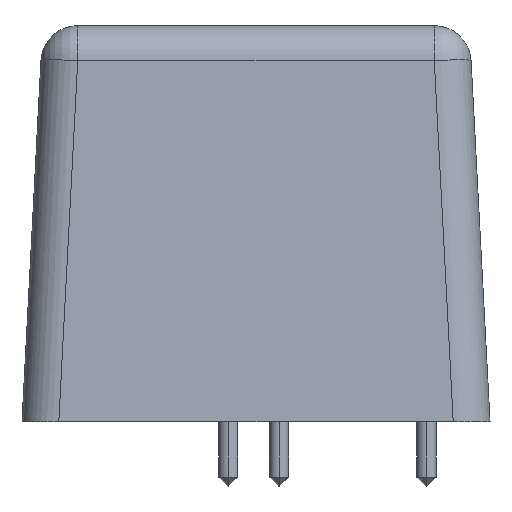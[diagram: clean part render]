
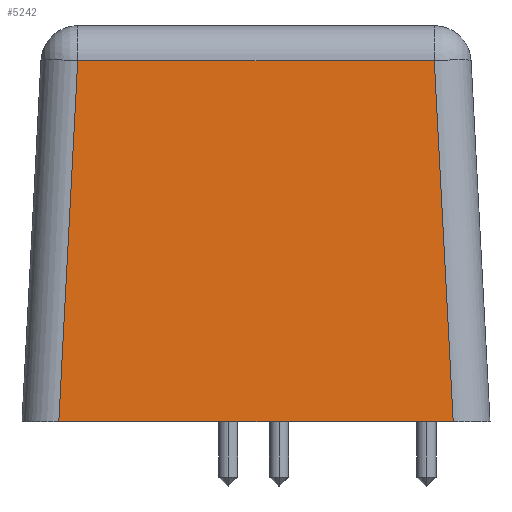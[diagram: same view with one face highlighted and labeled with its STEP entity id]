
A CAD part, left-side view. The second image highlights one B-rep face of the part: STEP entity #5242.
In plain terms, the highlighted planar face has unit normal (-0.999, 0, 0.052).
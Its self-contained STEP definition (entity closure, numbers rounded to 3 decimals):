
#96 = VECTOR ( 'NONE', #11726, 1000. ) ;
#470 = VECTOR ( 'NONE', #12737, 1000. ) ;
#1806 = FACE_OUTER_BOUND ( 'NONE', #2392, .T. ) ;
#2113 = CARTESIAN_POINT ( 'NONE',  ( -22.85, 12.7, 0. ) ) ;
#2199 = VECTOR ( 'NONE', #5225, 1000. ) ;
#2236 = CARTESIAN_POINT ( 'NONE',  ( -22.85, -10.703, 0. ) ) ;
#2392 = EDGE_LOOP ( 'NONE', ( #10891, #13805, #4565, #3980 ) ) ;
#3191 = DIRECTION ( 'NONE',  ( 0.052, 0., 0.999 ) ) ;
#3233 = EDGE_CURVE ( 'NONE', #13626, #8033, #5386, .T. ) ;
#3980 = ORIENTED_EDGE ( 'NONE', *, *, #10882, .T. ) ;
#4182 = CARTESIAN_POINT ( 'NONE',  ( -22.786, -10.639, 1.22 ) ) ;
#4220 = PLANE ( 'NONE',  #6859 ) ;
#4565 = ORIENTED_EDGE ( 'NONE', *, *, #3233, .T. ) ;
#5225 = DIRECTION ( 'NONE',  ( 0., 1., 0. ) ) ;
#5242 = ADVANCED_FACE ( 'NONE', ( #1806 ), #4220, .T. ) ;
#5386 = LINE ( 'NONE', #10589, #2199 ) ;
#6477 = CARTESIAN_POINT ( 'NONE',  ( -22.85, 12.7, 0. ) ) ;
#6507 = LINE ( 'NONE', #6477, #11914 ) ;
#6859 = AXIS2_PLACEMENT_3D ( 'NONE', #2113, #9620, #3191 ) ;
#7859 = VERTEX_POINT ( 'NONE', #2236 ) ;
#8033 = VERTEX_POINT ( 'NONE', #9020 ) ;
#8315 = LINE ( 'NONE', #4182, #96 ) ;
#9015 = LINE ( 'NONE', #11680, #470 ) ;
#9020 = CARTESIAN_POINT ( 'NONE',  ( -21.823, 9.675, 19.605 ) ) ;
#9513 = EDGE_CURVE ( 'NONE', #7859, #13626, #8315, .T. ) ;
#9620 = DIRECTION ( 'NONE',  ( -0.999, 0., 0.052 ) ) ;
#10140 = CARTESIAN_POINT ( 'NONE',  ( -22.85, 10.703, 0. ) ) ;
#10533 = EDGE_CURVE ( 'NONE', #12122, #7859, #6507, .T. ) ;
#10589 = CARTESIAN_POINT ( 'NONE',  ( -21.823, 11.573, 19.605 ) ) ;
#10822 = DIRECTION ( 'NONE',  ( 0., -1., 0. ) ) ;
#10882 = EDGE_CURVE ( 'NONE', #8033, #12122, #9015, .T. ) ;
#10891 = ORIENTED_EDGE ( 'NONE', *, *, #10533, .T. ) ;
#11680 = CARTESIAN_POINT ( 'NONE',  ( -22.855, 10.708, -0.104 ) ) ;
#11726 = DIRECTION ( 'NONE',  ( 0.052, 0.052, 0.997 ) ) ;
#11914 = VECTOR ( 'NONE', #10822, 1000. ) ;
#12122 = VERTEX_POINT ( 'NONE', #10140 ) ;
#12737 = DIRECTION ( 'NONE',  ( -0.052, 0.052, -0.997 ) ) ;
#13455 = CARTESIAN_POINT ( 'NONE',  ( -21.823, -9.675, 19.605 ) ) ;
#13626 = VERTEX_POINT ( 'NONE', #13455 ) ;
#13805 = ORIENTED_EDGE ( 'NONE', *, *, #9513, .T. ) ;
